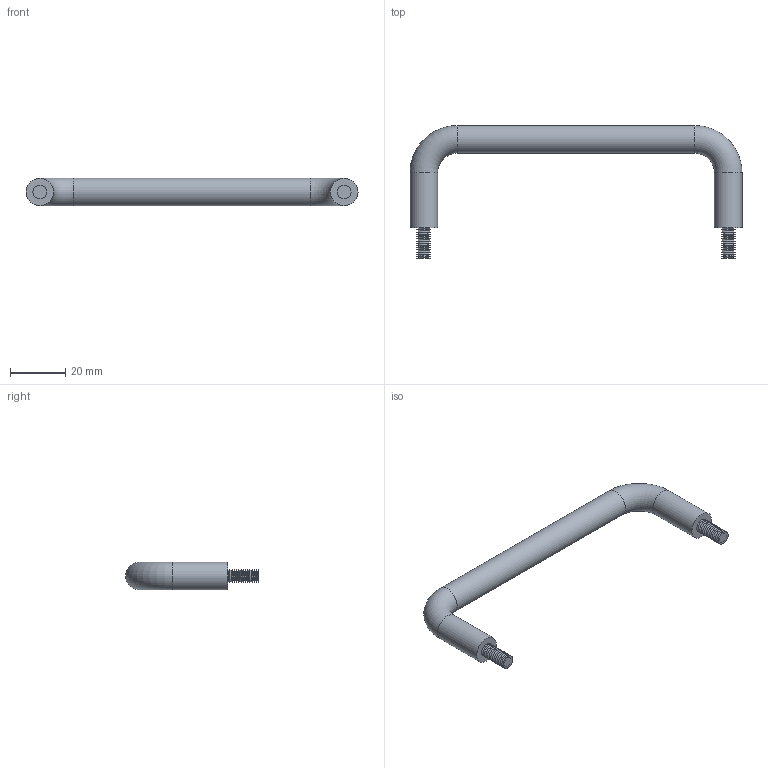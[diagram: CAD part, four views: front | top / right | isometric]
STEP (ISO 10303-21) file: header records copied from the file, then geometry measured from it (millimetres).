
FILE_DESCRIPTION(/* description */ ('STEP AP214'),/* implementation_level */ '2;1');
FILE_NAME(/* name */ 'SK4-002-2S',/* time_stamp */ '2022-11-29T02:44:53+01:00',/* author */ ('License CC BY-ND 4.0'),/* organization */ ('CADENAS'),/* preprocessor_version */ 'ST-DEVELOPER v18.102',/* originating_system */ 'PARTsolutions',/* authorisation */ ' ');
FILE_SCHEMA (('AUTOMOTIVE_DESIGN {1 0 10303 214 3 1 1}'));
Length unit declared in the file: millimetre
Products named in the file (1): SK4-002-2S
Bounding box: 120 x 48 x 10 mm (x, y, z)
Volume: 13180.2 mm3; surface area: 5903.7 mm2
Topology: 1 solids, 1 shells, 65 faces, 128 edges, 67 vertices
Faces by surface type: cone 56, plane 4, cylinder 3, torus 2
Full cylindrical faces by diameter (mm): 10 x3
Entity records: 1324 total; most frequent: DIRECTION 260, CARTESIAN_POINT 194, AXIS2_PLACEMENT_3D 130, ORIENTED_EDGE 128, EDGE_LOOP 128, FACE_BOUND 128, ADVANCED_FACE 65, EDGE_CURVE 64
